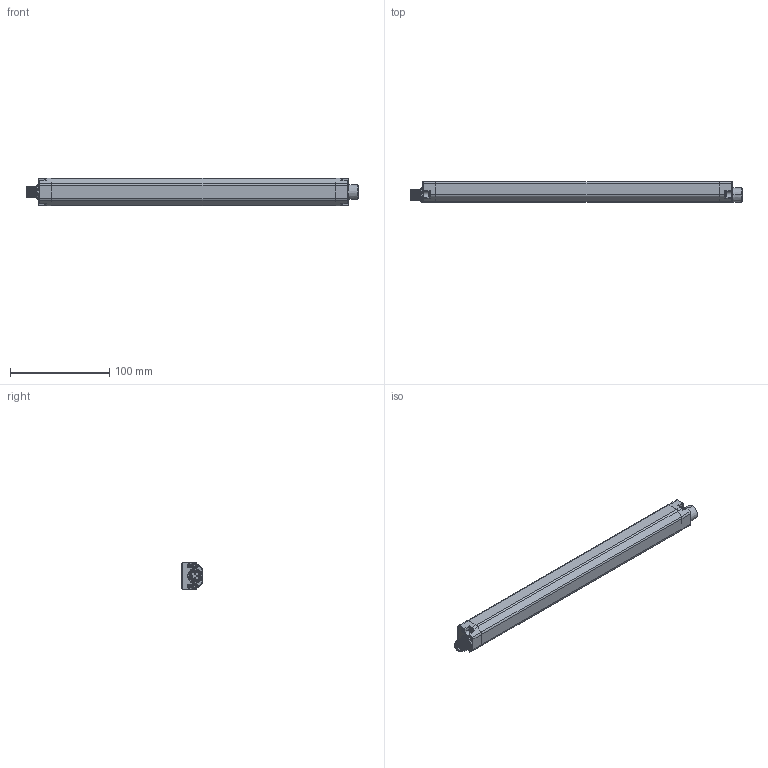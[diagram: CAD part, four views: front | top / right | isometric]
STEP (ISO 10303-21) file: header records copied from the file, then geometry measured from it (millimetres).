
FILE_DESCRIPTION((''),'2;1');
FILE_NAME('154520_SM01_ASM','2025-10-10T09:10:14',('banengservice'),('BANNER ENGINEERING'),'CREO PARAMETRIC BY PTC INC, 2022414','CREO PARAMETRIC BY PTC INC, 2022414','');
FILE_SCHEMA(('CONFIG_CONTROL_DESIGN'));
Length unit declared in the file: millimetre
Products named in the file (2): 154520_EP01; 154520_SM01_ASM
Assembly tree (1 placements, depth 2):
  154520_SM01_ASM
    154520_EP01
Bounding box: 335 x 21 x 28 mm (x, y, z)
Volume: 166998.9 mm3; surface area: 33196.6 mm2
Topology: 1 solids, 1 shells, 413 faces, 1027 edges, 635 vertices
Faces by surface type: cylinder 150, plane 126, cone 73, torus 31, bspline 25, sphere 8
Entity records: 26470 total; most frequent: CARTESIAN_POINT 16648, DIRECTION 2069, ORIENTED_EDGE 2038, EDGE_CURVE 1019, AXIS2_PLACEMENT_3D 786, VERTEX_POINT 635, VECTOR 497, LINE 497
